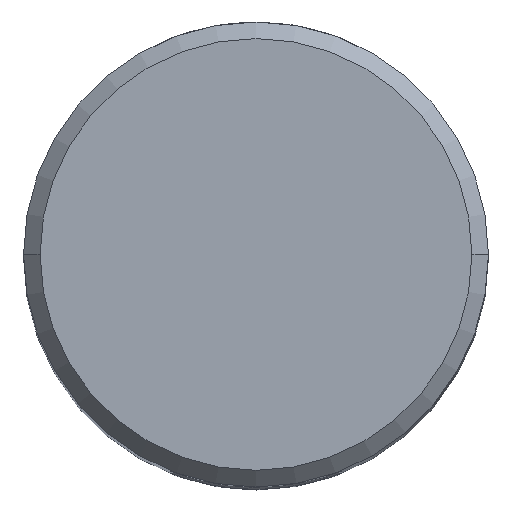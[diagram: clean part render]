
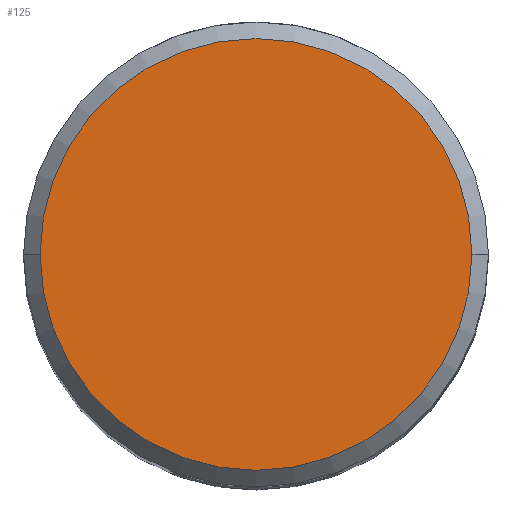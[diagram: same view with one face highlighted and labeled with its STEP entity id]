
A CAD part, top view. The second image highlights one B-rep face of the part: STEP entity #125.
In plain terms, the highlighted planar face has unit normal (0, 0, 1).
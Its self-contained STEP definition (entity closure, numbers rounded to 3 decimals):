
#125=ADVANCED_FACE('',(#154),#134,.F.);
#134=PLANE('',#478);
#154=FACE_OUTER_BOUND('',#182,.T.);
#182=EDGE_LOOP('',(#275,#276));
#275=ORIENTED_EDGE('',*,*,#337,.F.);
#276=ORIENTED_EDGE('',*,*,#376,.F.);
#301=VERTEX_POINT('',#637);
#302=VERTEX_POINT('',#638);
#337=EDGE_CURVE('',#301,#302,#385,.T.);
#376=EDGE_CURVE('',#302,#301,#404,.T.);
#385=CIRCLE('',#444,13.);
#404=CIRCLE('',#476,13.);
#444=AXIS2_PLACEMENT_3D('',#636,#509,#510);
#476=AXIS2_PLACEMENT_3D('',#728,#589,#590);
#478=AXIS2_PLACEMENT_3D('',#730,#593,#594);
#509=DIRECTION('',(0.,0.,-1.));
#510=DIRECTION('',(-1.,0.,0.));
#589=DIRECTION('',(0.,0.,-1.));
#590=DIRECTION('',(-1.,0.,0.));
#593=DIRECTION('',(0.,0.,-1.));
#594=DIRECTION('',(1.,0.,0.));
#636=CARTESIAN_POINT('',(0.,0.,0.));
#637=CARTESIAN_POINT('',(-13.,0.,0.));
#638=CARTESIAN_POINT('',(13.,0.,0.));
#728=CARTESIAN_POINT('',(0.,0.,0.));
#730=CARTESIAN_POINT('',(0.,8.5,0.));
